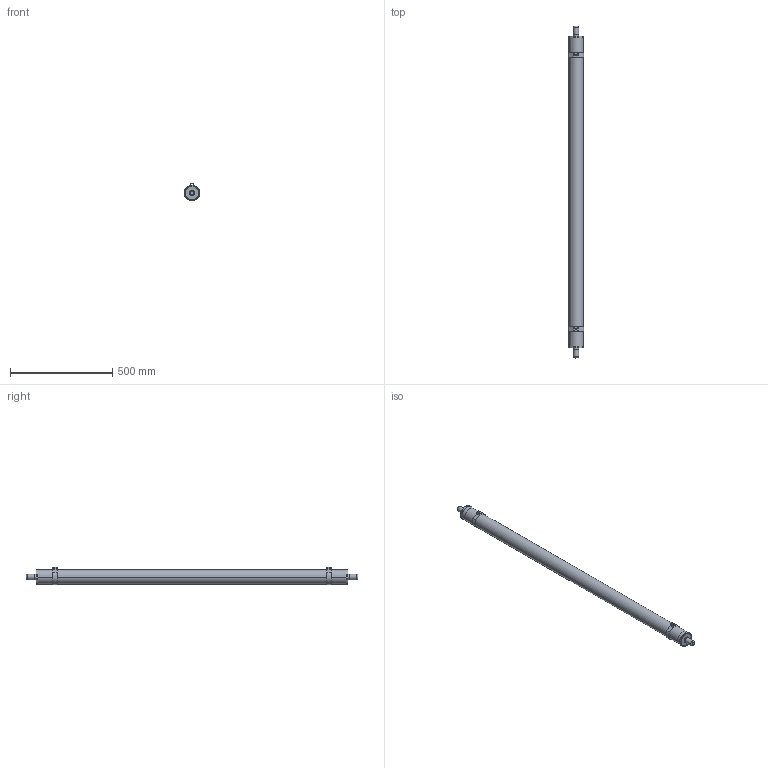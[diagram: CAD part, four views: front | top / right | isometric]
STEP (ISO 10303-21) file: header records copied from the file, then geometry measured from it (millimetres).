
FILE_DESCRIPTION (( 'STEP AP214' ), '1' );
FILE_NAME ('DP-SPECIAL.STEP', '2023-04-24T07:01:58', ( '' ), ( '' ), 'SwSTEP 2.0', 'SolidWorks 2020', '' );
FILE_SCHEMA (( 'AUTOMOTIVE_DESIGN' ));
Length unit declared in the file: millimetre
Products named in the file (1): DP-SPECIAL
Bounding box: 77.66 x 1624.1 x 84.57 mm (x, y, z)
Volume: 564680.6 mm3; surface area: 739791.7 mm2
Topology: 10 solids, 10 shells, 94 faces, 202 edges, 136 vertices
Faces by surface type: plane 56, cylinder 28, cone 8, torus 2
Full cylindrical faces by diameter (mm): 20 x2, 26.8 x4, 27.04 x2
Entity records: 3601 total; most frequent: DIRECTION 442, CARTESIAN_POINT 403, ORIENTED_EDGE 356, EDGE_CURVE 178, AXIS2_PLACEMENT_3D 169, EDGE_LOOP 132, VERTEX_POINT 130, UNCERTAINTY_MEASURE_WITH_UNIT 106
